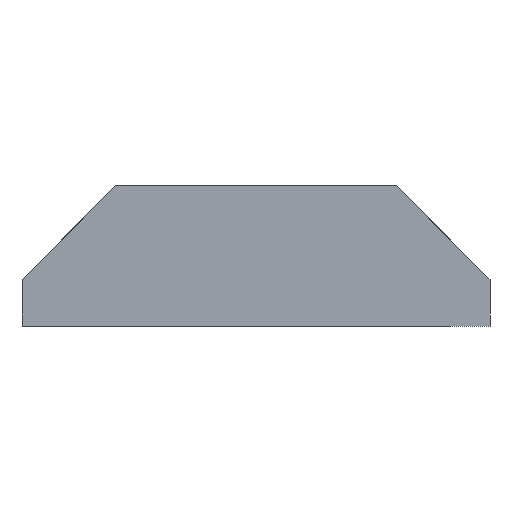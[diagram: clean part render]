
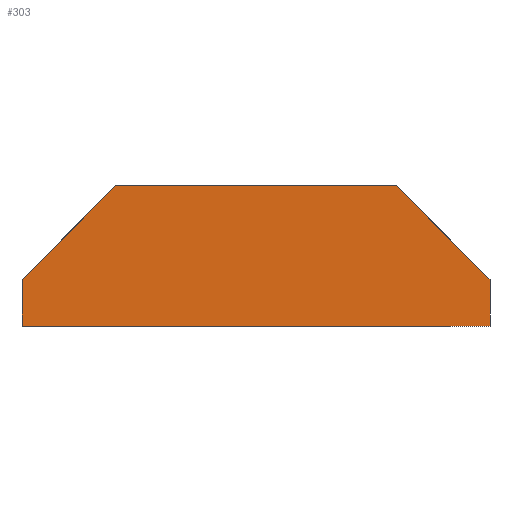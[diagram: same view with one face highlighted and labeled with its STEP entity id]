
A CAD part, front view. The second image highlights one B-rep face of the part: STEP entity #303.
In plain terms, the highlighted planar face has unit normal (0, -1, 0).
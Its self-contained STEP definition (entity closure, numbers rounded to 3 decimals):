
#19=FACE_OUTER_BOUND('',#34,.T.);
#34=EDGE_LOOP('',(#218,#219,#220,#221,#222,#223));
#49=LINE('',#426,#91);
#59=LINE('',#446,#101);
#61=LINE('',#450,#103);
#62=LINE('',#452,#104);
#63=LINE('',#454,#105);
#64=LINE('',#455,#106);
#91=VECTOR('',#350,10.);
#101=VECTOR('',#364,10.);
#103=VECTOR('',#368,10.);
#104=VECTOR('',#369,10.);
#105=VECTOR('',#370,10.);
#106=VECTOR('',#371,10.);
#133=VERTEX_POINT('',#423);
#134=VERTEX_POINT('',#425);
#142=VERTEX_POINT('',#445);
#143=VERTEX_POINT('',#449);
#144=VERTEX_POINT('',#451);
#145=VERTEX_POINT('',#453);
#161=EDGE_CURVE('',#133,#134,#49,.T.);
#171=EDGE_CURVE('',#142,#134,#59,.T.);
#173=EDGE_CURVE('',#143,#133,#61,.T.);
#174=EDGE_CURVE('',#144,#143,#62,.T.);
#175=EDGE_CURVE('',#145,#144,#63,.T.);
#176=EDGE_CURVE('',#142,#145,#64,.T.);
#218=ORIENTED_EDGE('',*,*,#161,.F.);
#219=ORIENTED_EDGE('',*,*,#173,.F.);
#220=ORIENTED_EDGE('',*,*,#174,.F.);
#221=ORIENTED_EDGE('',*,*,#175,.F.);
#222=ORIENTED_EDGE('',*,*,#176,.F.);
#223=ORIENTED_EDGE('',*,*,#171,.T.);
#288=PLANE('',#332);
#303=ADVANCED_FACE('',(#19),#288,.T.);
#332=AXIS2_PLACEMENT_3D('',#448,#366,#367);
#350=DIRECTION('',(0.707,0.,-0.707));
#364=DIRECTION('',(0.,0.,1.));
#366=DIRECTION('center_axis',(0.,-1.,0.));
#367=DIRECTION('ref_axis',(1.,0.,0.));
#368=DIRECTION('',(1.,0.,0.));
#369=DIRECTION('',(0.707,0.,0.707));
#370=DIRECTION('',(0.,0.,1.));
#371=DIRECTION('',(-1.,0.,0.));
#423=CARTESIAN_POINT('',(3.,-7.,3.));
#425=CARTESIAN_POINT('',(5.,-7.,1.));
#426=CARTESIAN_POINT('',(2.25,-7.,3.75));
#445=CARTESIAN_POINT('',(5.,-7.,0.));
#446=CARTESIAN_POINT('',(5.,-7.,0.));
#448=CARTESIAN_POINT('Origin',(-5.,-7.,0.));
#449=CARTESIAN_POINT('',(-3.,-7.,3.));
#450=CARTESIAN_POINT('',(5.,-7.,3.));
#451=CARTESIAN_POINT('',(-5.,-7.,1.));
#452=CARTESIAN_POINT('',(-4.75,-7.,1.25));
#453=CARTESIAN_POINT('',(-5.,-7.,0.));
#454=CARTESIAN_POINT('',(-5.,-7.,0.));
#455=CARTESIAN_POINT('',(5.,-7.,0.));
